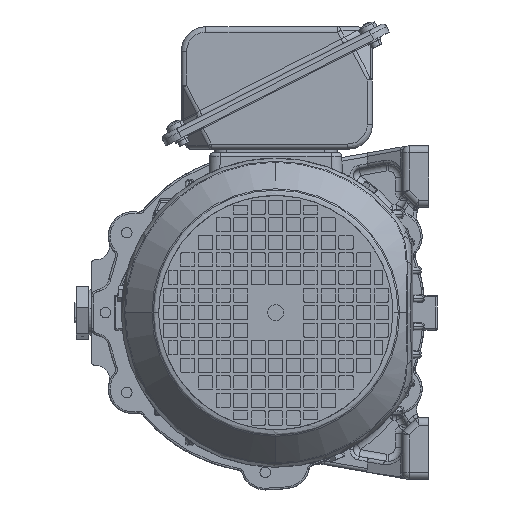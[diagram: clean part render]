
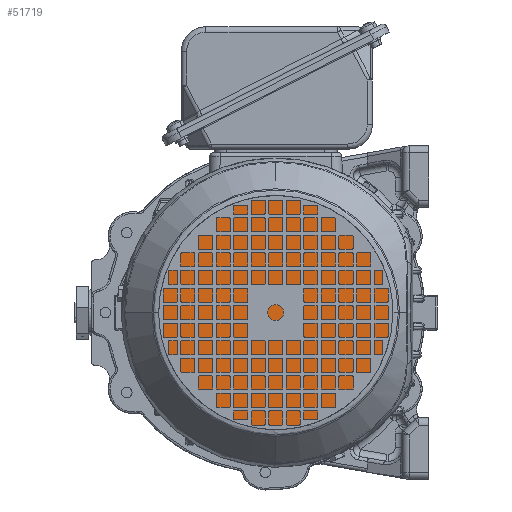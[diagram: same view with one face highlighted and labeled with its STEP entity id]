
A CAD part, left-side view. The second image highlights one B-rep face of the part: STEP entity #51719.
In plain terms, the highlighted planar face has unit normal (-1, 0, 0).
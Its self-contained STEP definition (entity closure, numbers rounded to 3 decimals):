
#12015 = ORIENTED_EDGE ( 'NONE', *, *, #36878, .T. ) ;
#14401 = CARTESIAN_POINT ( 'NONE',  ( -181., -28., 0. ) ) ;
#27015 = DIRECTION ( 'NONE',  ( -1., 0., 0. ) ) ;
#30277 = EDGE_LOOP ( 'NONE', ( #12015, #159496 ) ) ;
#36878 = EDGE_CURVE ( 'NONE', #131353, #132977, #76143, .T. ) ;
#45803 = DIRECTION ( 'NONE',  ( -1., 0., 0. ) ) ;
#51719 = ADVANCED_FACE ( 'NONE', ( #106706 ), #133190, .T. ) ;
#60021 = CARTESIAN_POINT ( 'NONE',  ( -181., 44., 0. ) ) ;
#75464 = CARTESIAN_POINT ( 'NONE',  ( -181., 42.25, 0. ) ) ;
#76143 = CIRCLE ( 'NONE', #104194, 72. ) ;
#85122 = EDGE_CURVE ( 'NONE', #132977, #131353, #182026, .T. ) ;
#88933 = DIRECTION ( 'NONE',  ( 0., -1., 0. ) ) ;
#104194 = AXIS2_PLACEMENT_3D ( 'NONE', #14401, #45803, #88933 ) ;
#106706 = FACE_OUTER_BOUND ( 'NONE', #30277, .T. ) ;
#109293 = CARTESIAN_POINT ( 'NONE',  ( -181., -100., 0. ) ) ;
#117131 = DIRECTION ( 'NONE',  ( 0., -1., 0. ) ) ;
#118107 = CARTESIAN_POINT ( 'NONE',  ( -181., -28., 0. ) ) ;
#130422 = AXIS2_PLACEMENT_3D ( 'NONE', #75464, #134177, #181344 ) ;
#131353 = VERTEX_POINT ( 'NONE', #109293 ) ;
#132977 = VERTEX_POINT ( 'NONE', #60021 ) ;
#133190 = PLANE ( 'NONE',  #130422 ) ;
#134177 = DIRECTION ( 'NONE',  ( -1., 0., 0. ) ) ;
#147320 = AXIS2_PLACEMENT_3D ( 'NONE', #118107, #27015, #117131 ) ;
#159496 = ORIENTED_EDGE ( 'NONE', *, *, #85122, .T. ) ;
#181344 = DIRECTION ( 'NONE',  ( 0., 1., 0. ) ) ;
#182026 = CIRCLE ( 'NONE', #147320, 72. ) ;
